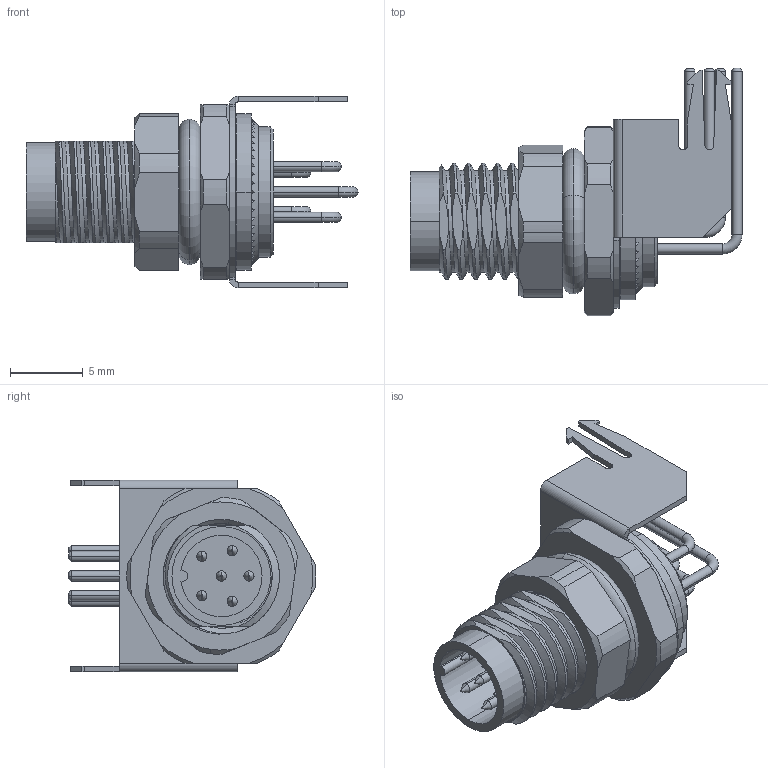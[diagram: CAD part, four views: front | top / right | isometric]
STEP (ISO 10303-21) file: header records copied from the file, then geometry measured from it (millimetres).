
FILE_DESCRIPTION (( 'STEP AP203' ), '1' );
FILE_NAME ('54-00320_test.STEP', '2025-01-15T22:40:56', ( '' ), ( '' ), 'SwSTEP 2.0', 'SolidWorks 2021', '' );
FILE_SCHEMA (( 'CONFIG_CONTROL_DESIGN' ));
Length unit declared in the file: millimetre
Products named in the file (10): 54-00320-04___; 54-00320-02; 54-00320-03; 54-00320-09; 54-00320-01___; 54-00320-08; 54-00320-10; 54-00320_test; 54-00320-05___; 54-00320-07
Assembly tree (11 placements, depth 2):
  54-00320_test
    54-00320-01___
    54-00320-02
    54-00320-08  x2
    54-00320-03  x2
    54-00320-04___
    54-00320-05___
    54-00320-07
    54-00320-09
    54-00320-10
Bounding box: 22.85 x 17.02 x 13.2 mm (x, y, z)
Volume: 1109.2 mm3; surface area: 3138 mm2
Topology: 11 solids, 11 shells, 1079 faces, 2673 edges, 1654 vertices
Faces by surface type: plane 604, cylinder 334, torus 56, cone 46, bspline 39
Entity records: 39767 total; most frequent: CARTESIAN_POINT 18291, ORIENTED_EDGE 4334, DIRECTION 4218, EDGE_CURVE 2167, AXIS2_PLACEMENT_3D 1526, VERTEX_POINT 1350, VECTOR 1166, LINE 1166
